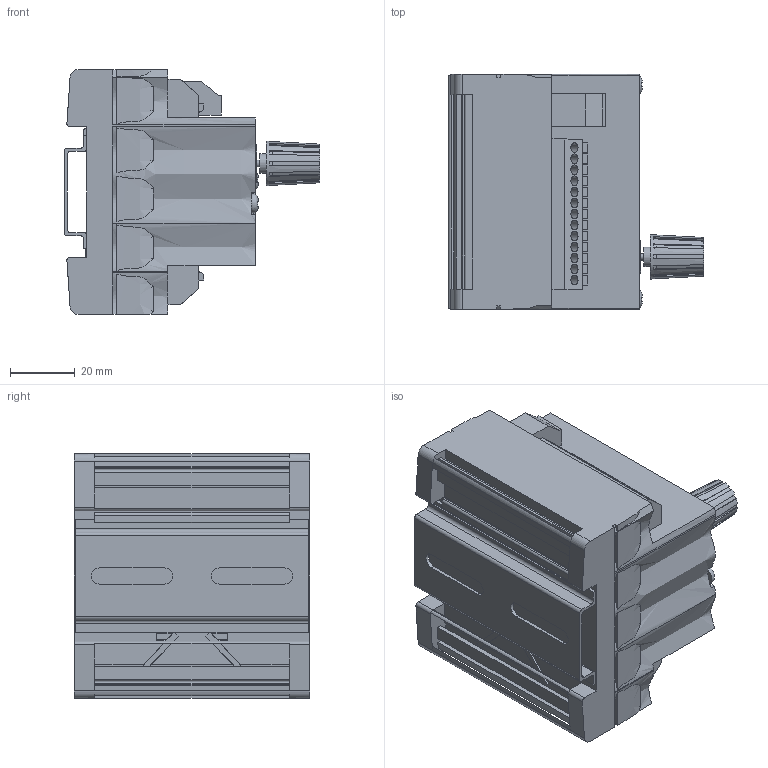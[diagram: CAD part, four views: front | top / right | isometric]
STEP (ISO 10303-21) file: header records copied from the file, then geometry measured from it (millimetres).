
FILE_DESCRIPTION( ( 'Unknown' ), '1' );
FILE_NAME( 'DABx_MP4M.stp', 'Unknown', ( 'Unknown' ), ( 'Unknown' ), 'XStep 1.0', 'Unknown', ' ' );
FILE_SCHEMA( ( 'automotive_design' ) );
Length unit declared in the file: millimetre
Products named in the file (1): 1
Bounding box: 78.87 x 72.5 x 75.5 mm (x, y, z)
Volume: 239971.6 mm3; surface area: 40171.6 mm2
Topology: 1 solids, 1 shells, 677 faces, 1886 edges, 1253 vertices
Faces by surface type: plane 580, cylinder 62, extrusion 32, revolution 2, cone 1
Full cylindrical faces by diameter (mm): 2 x1, 2.7 x2, 3 x26, 6 x1
Entity records: 28506 total; most frequent: CARTESIAN_POINT 6041, ORIENTED_EDGE 3692, DIRECTION 3133, EDGE_CURVE 1846, VECTOR 1545, LINE 1513, VERTEX_POINT 1248, AXIS2_PLACEMENT_3D 793
